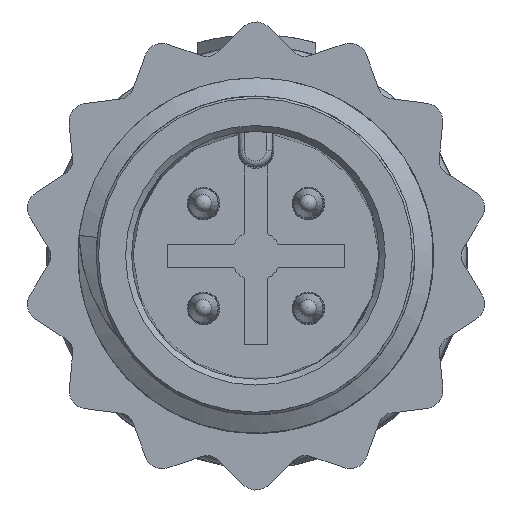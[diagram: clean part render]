
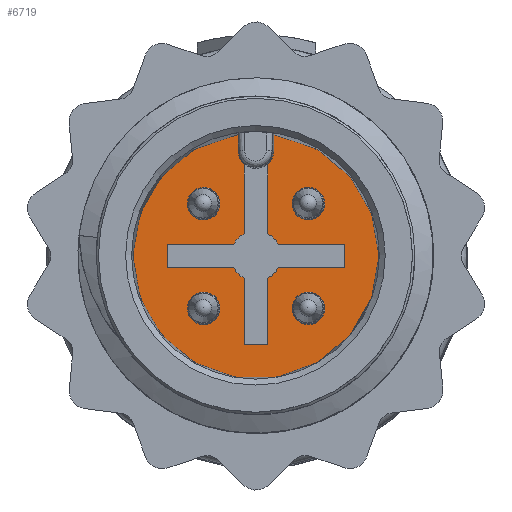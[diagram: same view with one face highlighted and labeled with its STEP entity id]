
A CAD part, left-side view. The second image highlights one B-rep face of the part: STEP entity #6719.
In plain terms, the highlighted face is planar.
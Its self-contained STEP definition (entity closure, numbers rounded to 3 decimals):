
#370=LINE('',#14613,#696);
#375=LINE('',#14649,#701);
#380=LINE('',#14660,#706);
#384=LINE('',#14672,#710);
#387=LINE('',#14678,#713);
#390=LINE('',#14684,#716);
#394=LINE('',#14696,#720);
#397=LINE('',#14702,#723);
#400=LINE('',#14708,#726);
#404=LINE('',#14720,#730);
#409=LINE('',#14742,#735);
#412=LINE('',#14750,#738);
#413=LINE('',#14752,#739);
#696=VECTOR('',#9068,1000.);
#701=VECTOR('',#9083,1000.);
#706=VECTOR('',#9090,1000.);
#710=VECTOR('',#9102,1000.);
#713=VECTOR('',#9107,1000.);
#716=VECTOR('',#9112,1000.);
#720=VECTOR('',#9124,1000.);
#723=VECTOR('',#9129,1000.);
#726=VECTOR('',#9134,1000.);
#730=VECTOR('',#9146,1000.);
#735=VECTOR('',#9165,1000.);
#738=VECTOR('',#9174,1000.);
#739=VECTOR('',#9177,1000.);
#2861=ORIENTED_EDGE('',*,*,#3928,.F.);
#2862=ORIENTED_EDGE('',*,*,#3932,.F.);
#2863=ORIENTED_EDGE('',*,*,#3936,.F.);
#2864=ORIENTED_EDGE('',*,*,#3940,.F.);
#2865=ORIENTED_EDGE('',*,*,#4005,.T.);
#2866=ORIENTED_EDGE('',*,*,#4003,.F.);
#2867=ORIENTED_EDGE('',*,*,#4001,.T.);
#2868=ORIENTED_EDGE('',*,*,#3998,.F.);
#2869=ORIENTED_EDGE('',*,*,#3956,.T.);
#2870=ORIENTED_EDGE('',*,*,#4007,.F.);
#2871=ORIENTED_EDGE('',*,*,#3946,.T.);
#2872=ORIENTED_EDGE('',*,*,#3997,.F.);
#2873=ORIENTED_EDGE('',*,*,#3991,.T.);
#2874=ORIENTED_EDGE('',*,*,#3988,.F.);
#2875=ORIENTED_EDGE('',*,*,#3985,.T.);
#2876=ORIENTED_EDGE('',*,*,#3982,.T.);
#2877=ORIENTED_EDGE('',*,*,#3979,.T.);
#2878=ORIENTED_EDGE('',*,*,#3976,.F.);
#2879=ORIENTED_EDGE('',*,*,#3973,.T.);
#2880=ORIENTED_EDGE('',*,*,#3970,.T.);
#2881=ORIENTED_EDGE('',*,*,#3967,.T.);
#2882=ORIENTED_EDGE('',*,*,#3964,.F.);
#2883=ORIENTED_EDGE('',*,*,#3961,.T.);
#2884=ORIENTED_EDGE('',*,*,#4006,.T.);
#3928=EDGE_CURVE('',#4659,#4659,#5041,.T.);
#3932=EDGE_CURVE('',#4663,#4663,#5045,.T.);
#3936=EDGE_CURVE('',#4667,#4667,#5049,.T.);
#3940=EDGE_CURVE('',#4671,#4671,#5053,.T.);
#3946=EDGE_CURVE('',#4677,#4676,#370,.T.);
#3956=EDGE_CURVE('',#4683,#4682,#375,.T.);
#3961=EDGE_CURVE('',#4685,#4687,#380,.T.);
#3964=EDGE_CURVE('',#4685,#4689,#5060,.T.);
#3967=EDGE_CURVE('',#4691,#4689,#384,.T.);
#3970=EDGE_CURVE('',#4693,#4691,#387,.T.);
#3973=EDGE_CURVE('',#4695,#4693,#390,.T.);
#3976=EDGE_CURVE('',#4695,#4697,#5062,.T.);
#3979=EDGE_CURVE('',#4699,#4697,#394,.T.);
#3982=EDGE_CURVE('',#4701,#4699,#397,.T.);
#3985=EDGE_CURVE('',#4703,#4701,#400,.T.);
#3988=EDGE_CURVE('',#4703,#4705,#5064,.T.);
#3991=EDGE_CURVE('',#4707,#4705,#404,.T.);
#3997=EDGE_CURVE('',#4707,#4676,#5067,.T.);
#3998=EDGE_CURVE('',#4683,#4712,#5068,.T.);
#4001=EDGE_CURVE('',#4713,#4712,#409,.T.);
#4003=EDGE_CURVE('',#4713,#4714,#5069,.T.);
#4005=EDGE_CURVE('',#4715,#4714,#412,.T.);
#4006=EDGE_CURVE('',#4687,#4715,#413,.T.);
#4007=EDGE_CURVE('',#4677,#4682,#5070,.T.);
#4659=VERTEX_POINT('',#14567);
#4663=VERTEX_POINT('',#14578);
#4667=VERTEX_POINT('',#14589);
#4671=VERTEX_POINT('',#14600);
#4676=VERTEX_POINT('',#14612);
#4677=VERTEX_POINT('',#14614);
#4682=VERTEX_POINT('',#14648);
#4683=VERTEX_POINT('',#14650);
#4685=VERTEX_POINT('',#14655);
#4687=VERTEX_POINT('',#14659);
#4689=VERTEX_POINT('',#14664);
#4691=VERTEX_POINT('',#14670);
#4693=VERTEX_POINT('',#14676);
#4695=VERTEX_POINT('',#14682);
#4697=VERTEX_POINT('',#14688);
#4699=VERTEX_POINT('',#14694);
#4701=VERTEX_POINT('',#14700);
#4703=VERTEX_POINT('',#14706);
#4705=VERTEX_POINT('',#14712);
#4707=VERTEX_POINT('',#14718);
#4712=VERTEX_POINT('',#14734);
#4713=VERTEX_POINT('',#14741);
#4714=VERTEX_POINT('',#14745);
#4715=VERTEX_POINT('',#14749);
#5041=CIRCLE('',#7558,0.55);
#5045=CIRCLE('',#7565,0.55);
#5049=CIRCLE('',#7572,0.55);
#5053=CIRCLE('',#7579,0.55);
#5060=CIRCLE('',#7594,0.85);
#5062=CIRCLE('',#7600,0.85);
#5064=CIRCLE('',#7606,0.85);
#5067=CIRCLE('',#7612,0.6);
#5068=CIRCLE('',#7613,0.6);
#5069=CIRCLE('',#7616,0.85);
#5070=CIRCLE('',#7620,4.15);
#5569=EDGE_LOOP('',(#2861));
#5570=EDGE_LOOP('',(#2862));
#5571=EDGE_LOOP('',(#2863));
#5572=EDGE_LOOP('',(#2864));
#5573=EDGE_LOOP('',(#2865,#2866,#2867,#2868,#2869,#2870,#2871,#2872,#2873,
#2874,#2875,#2876,#2877,#2878,#2879,#2880,#2881,#2882,#2883,#2884));
#6130=FACE_BOUND('',#5569,.T.);
#6131=FACE_BOUND('',#5570,.T.);
#6132=FACE_BOUND('',#5571,.T.);
#6133=FACE_BOUND('',#5572,.T.);
#6134=FACE_BOUND('',#5573,.T.);
#6349=PLANE('',#7619);
#6719=ADVANCED_FACE('',(#6130,#6131,#6132,#6133,#6134),#6349,.T.);
#7558=AXIS2_PLACEMENT_3D('',#14566,#9011,#9012);
#7565=AXIS2_PLACEMENT_3D('',#14577,#9025,#9026);
#7572=AXIS2_PLACEMENT_3D('',#14588,#9039,#9040);
#7579=AXIS2_PLACEMENT_3D('',#14599,#9053,#9054);
#7594=AXIS2_PLACEMENT_3D('',#14666,#9096,#9097);
#7600=AXIS2_PLACEMENT_3D('',#14690,#9118,#9119);
#7606=AXIS2_PLACEMENT_3D('',#14714,#9140,#9141);
#7612=AXIS2_PLACEMENT_3D('',#14732,#9158,#9159);
#7613=AXIS2_PLACEMENT_3D('',#14733,#9160,#9161);
#7616=AXIS2_PLACEMENT_3D('',#14746,#9169,#9170);
#7619=AXIS2_PLACEMENT_3D('',#14753,#9178,#9179);
#7620=AXIS2_PLACEMENT_3D('',#14754,#9180,#9181);
#9011=DIRECTION('',(0.,0.,1.));
#9012=DIRECTION('',(-1.,0.,0.));
#9025=DIRECTION('',(0.,0.,1.));
#9026=DIRECTION('',(-1.,0.,0.));
#9039=DIRECTION('',(0.,0.,1.));
#9040=DIRECTION('',(-1.,0.,0.));
#9053=DIRECTION('',(0.,0.,1.));
#9054=DIRECTION('',(-1.,0.,0.));
#9068=DIRECTION('',(0.,-1.,0.));
#9083=DIRECTION('',(0.,1.,0.));
#9090=DIRECTION('',(-1.,0.,0.));
#9096=DIRECTION('',(0.,0.,1.));
#9097=DIRECTION('',(-0.882,-0.471,0.));
#9102=DIRECTION('',(0.,1.,0.));
#9107=DIRECTION('',(-1.,0.,0.));
#9112=DIRECTION('',(0.,-1.,0.));
#9118=DIRECTION('',(0.,0.,1.));
#9119=DIRECTION('',(0.471,-0.882,0.));
#9124=DIRECTION('',(-1.,0.,0.));
#9129=DIRECTION('',(0.,-1.,0.));
#9134=DIRECTION('',(1.,0.,0.));
#9140=DIRECTION('',(0.,0.,1.));
#9141=DIRECTION('',(0.882,0.471,0.));
#9146=DIRECTION('',(0.,-1.,0.));
#9158=DIRECTION('',(0.,0.,1.));
#9159=DIRECTION('',(0.667,-0.745,0.));
#9160=DIRECTION('',(0.,0.,1.));
#9161=DIRECTION('',(-1.,0.,0.));
#9165=DIRECTION('',(0.,1.,0.));
#9169=DIRECTION('',(0.,0.,1.));
#9170=DIRECTION('',(-0.471,0.882,0.));
#9174=DIRECTION('',(1.,0.,0.));
#9177=DIRECTION('',(0.,1.,0.));
#9178=DIRECTION('',(0.,0.,1.));
#9179=DIRECTION('',(1.,0.,0.));
#9180=DIRECTION('',(0.,0.,-1.));
#9181=DIRECTION('',(-1.,0.,0.));
#14566=CARTESIAN_POINT('',(1.768,1.768,-8.9));
#14567=CARTESIAN_POINT('',(1.218,1.768,-8.9));
#14577=CARTESIAN_POINT('',(-1.768,1.768,-8.9));
#14578=CARTESIAN_POINT('',(-2.318,1.768,-8.9));
#14588=CARTESIAN_POINT('',(-1.768,-1.768,-8.9));
#14589=CARTESIAN_POINT('',(-2.318,-1.768,-8.9));
#14599=CARTESIAN_POINT('',(1.768,-1.768,-8.9));
#14600=CARTESIAN_POINT('',(1.218,-1.768,-8.9));
#14612=CARTESIAN_POINT('',(0.6,3.55,-8.9));
#14613=CARTESIAN_POINT('',(0.6,4.106,-8.9));
#14614=CARTESIAN_POINT('',(0.6,4.106,-8.9));
#14648=CARTESIAN_POINT('',(-0.6,4.106,-8.9));
#14649=CARTESIAN_POINT('',(-0.6,3.55,-8.9));
#14650=CARTESIAN_POINT('',(-0.6,3.55,-8.9));
#14655=CARTESIAN_POINT('',(-0.75,-0.4,-8.9));
#14659=CARTESIAN_POINT('',(-3.,-0.4,-8.9));
#14660=CARTESIAN_POINT('',(-0.75,-0.4,-8.9));
#14664=CARTESIAN_POINT('',(-0.4,-0.75,-8.9));
#14666=CARTESIAN_POINT('',(0.,0.,-8.9));
#14670=CARTESIAN_POINT('',(-0.4,-3.,-8.9));
#14672=CARTESIAN_POINT('',(-0.4,-3.,-8.9));
#14676=CARTESIAN_POINT('',(0.4,-3.,-8.9));
#14678=CARTESIAN_POINT('',(0.4,-3.,-8.9));
#14682=CARTESIAN_POINT('',(0.4,-0.75,-8.9));
#14684=CARTESIAN_POINT('',(0.4,-0.75,-8.9));
#14688=CARTESIAN_POINT('',(0.75,-0.4,-8.9));
#14690=CARTESIAN_POINT('',(0.,0.,-8.9));
#14694=CARTESIAN_POINT('',(3.,-0.4,-8.9));
#14696=CARTESIAN_POINT('',(3.,-0.4,-8.9));
#14700=CARTESIAN_POINT('',(3.,0.4,-8.9));
#14702=CARTESIAN_POINT('',(3.,0.4,-8.9));
#14706=CARTESIAN_POINT('',(0.75,0.4,-8.9));
#14708=CARTESIAN_POINT('',(0.75,0.4,-8.9));
#14712=CARTESIAN_POINT('',(0.4,0.75,-8.9));
#14714=CARTESIAN_POINT('',(0.,0.,-8.9));
#14718=CARTESIAN_POINT('',(0.4,3.103,-8.9));
#14720=CARTESIAN_POINT('',(0.4,3.103,-8.9));
#14732=CARTESIAN_POINT('',(0.,3.55,-8.9));
#14733=CARTESIAN_POINT('',(0.,3.55,-8.9));
#14734=CARTESIAN_POINT('',(-0.4,3.103,-8.9));
#14741=CARTESIAN_POINT('',(-0.4,0.75,-8.9));
#14742=CARTESIAN_POINT('',(-0.4,0.75,-8.9));
#14745=CARTESIAN_POINT('',(-0.75,0.4,-8.9));
#14746=CARTESIAN_POINT('',(0.,0.,-8.9));
#14749=CARTESIAN_POINT('',(-3.,0.4,-8.9));
#14750=CARTESIAN_POINT('',(-3.,0.4,-8.9));
#14752=CARTESIAN_POINT('',(-3.,-0.4,-8.9));
#14753=CARTESIAN_POINT('',(0.,-0.024,-8.9));
#14754=CARTESIAN_POINT('',(0.,0.,-8.9));
